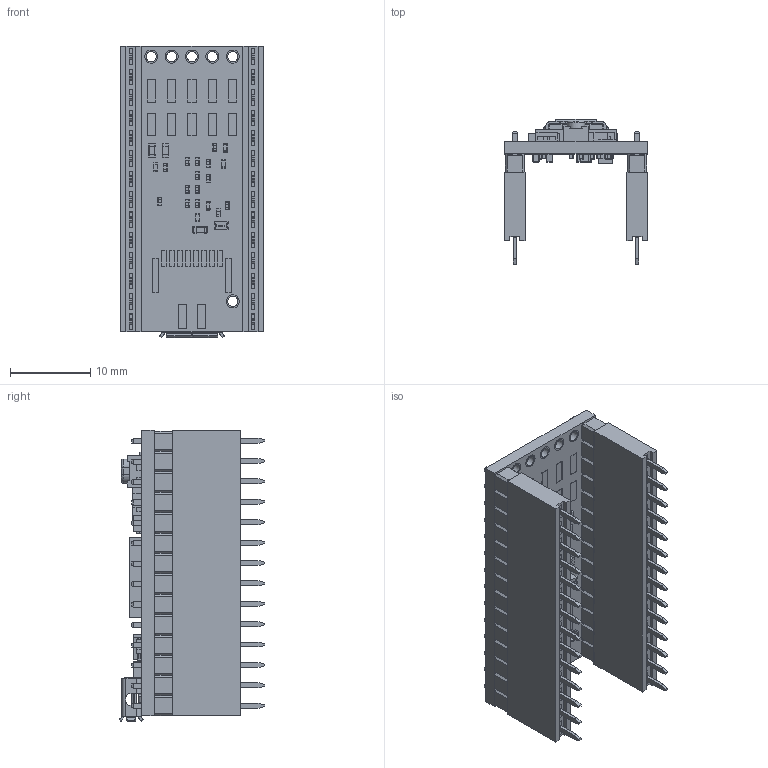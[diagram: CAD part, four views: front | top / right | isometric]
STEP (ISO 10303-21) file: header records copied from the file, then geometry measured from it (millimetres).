
FILE_DESCRIPTION(/* description */ (''),/* implementation_level */ '2;1');
FILE_NAME(/* name */ 'DEV-15583.step',/* time_stamp */ '2023-04-24T19:47:14+08:00',/* author */ (''),/* organization */ (''),/* preprocessor_version */ 'ST-DEVELOPER v19.2',/* originating_system */ 'Autodesk Translation Framework v12.4.0.73',/* authorisation */ '');
FILE_SCHEMA (('AUTOMOTIVE_DESIGN { 1 0 10303 214 3 1 1 }'));
Products named in the file (11): Teensy 4.0; DEV-15583 board; C5-C18 (0.55mm); C20-C24 (0.65); R1-R3 (0.4inch)_1269AS-H-3R3M=P2; L1^DEV-15583 ASS; C; C2; PBS-14; 14x_Male_Pin_2.54_mm; 1_Male_Pin_2.54_mm
Assembly tree (26 placements, depth 3):
  Teensy 4.0
    DEV-15583 board
    C5-C18 (0.55mm)
    C20-C24 (0.65)
    R1-R3 (0.4inch)_1269AS-H-3R3M=P2
    L1^DEV-15583 ASS
    C  x2
    C2
    PBS-14  x2
    14x_Male_Pin_2.54_mm  x2
      1_Male_Pin_2.54_mm
Bounding box: 17.78 x 18.18 x 36.26 mm (x, y, z)
Volume: 3038.7 mm3; surface area: 7727.5 mm2
Topology: 217 solids, 217 shells, 4751 faces, 11534 edges, 7078 vertices
Faces by surface type: plane 3673, cylinder 890, sphere 176, bspline 6, torus 6
Full cylindrical faces by diameter (mm): 0.7 x2, 1.27 x34, 1.63 x68
Entity records: 88611 total; most frequent: CARTESIAN_POINT 15345, DIRECTION 15027, ORIENTED_EDGE 14444, EDGE_CURVE 7222, LINE 5587, VECTOR 5587, AXIS2_PLACEMENT_3D 4720, VERTEX_POINT 4530
